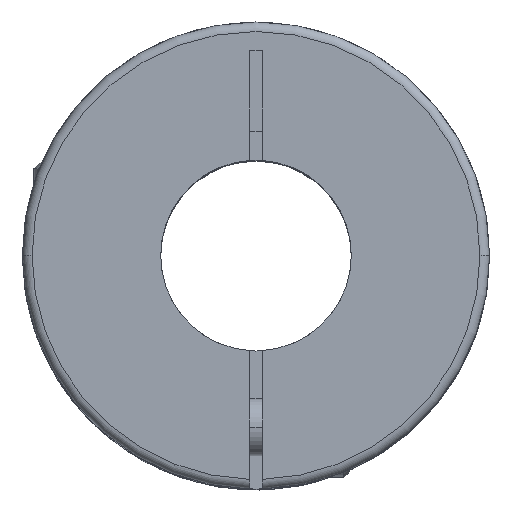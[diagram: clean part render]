
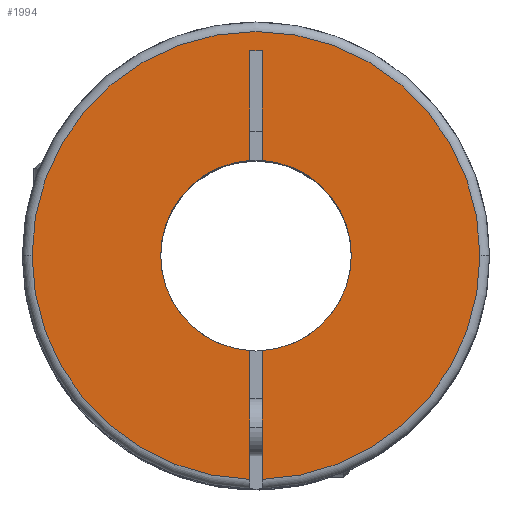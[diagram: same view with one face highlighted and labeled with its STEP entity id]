
A CAD part, top view. The second image highlights one B-rep face of the part: STEP entity #1994.
In plain terms, the highlighted planar face has unit normal (0, 0, 1).
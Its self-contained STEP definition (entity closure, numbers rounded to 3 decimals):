
#121 = ORIENTED_EDGE ( 'NONE', *, *, #2941, .F. ) ;
#212 = ORIENTED_EDGE ( 'NONE', *, *, #972, .F. ) ;
#228 = CARTESIAN_POINT ( 'NONE',  ( 0., 0., 0. ) ) ;
#379 = CARTESIAN_POINT ( 'NONE',  ( 0.65, 21.5, 0. ) ) ;
#454 = CARTESIAN_POINT ( 'NONE',  ( -0.65, 9.979, 0. ) ) ;
#457 = DIRECTION ( 'NONE',  ( 0., 0., -1. ) ) ;
#486 = DIRECTION ( 'NONE',  ( 0., 1., 0. ) ) ;
#500 = VERTEX_POINT ( 'NONE', #3876 ) ;
#518 = EDGE_CURVE ( 'NONE', #3138, #1236, #2091, .T. ) ;
#534 = DIRECTION ( 'NONE',  ( 0., 0., -1. ) ) ;
#616 = ORIENTED_EDGE ( 'NONE', *, *, #890, .F. ) ;
#700 = CIRCLE ( 'NONE', #3225, 10. ) ;
#742 = AXIS2_PLACEMENT_3D ( 'NONE', #4469, #3090, #3441 ) ;
#890 = EDGE_CURVE ( 'NONE', #3844, #500, #3329, .T. ) ;
#914 = VECTOR ( 'NONE', #1356, 1000. ) ;
#926 = CARTESIAN_POINT ( 'NONE',  ( -0.65, 21.5, 0. ) ) ;
#932 = ORIENTED_EDGE ( 'NONE', *, *, #1172, .F. ) ;
#954 = CARTESIAN_POINT ( 'NONE',  ( 0.65, -24.5, 0. ) ) ;
#972 = EDGE_CURVE ( 'NONE', #4192, #4505, #4018, .T. ) ;
#1062 = DIRECTION ( 'NONE',  ( 0., -1., 0. ) ) ;
#1071 = CARTESIAN_POINT ( 'NONE',  ( 0.65, -9.979, 0. ) ) ;
#1096 = CARTESIAN_POINT ( 'NONE',  ( -0.65, -23.491, 0. ) ) ;
#1166 = CARTESIAN_POINT ( 'NONE',  ( -10., 0., 0. ) ) ;
#1172 = EDGE_CURVE ( 'NONE', #1236, #4192, #4610, .T. ) ;
#1236 = VERTEX_POINT ( 'NONE', #1096 ) ;
#1237 = DIRECTION ( 'NONE',  ( -1., 0., 0. ) ) ;
#1356 = DIRECTION ( 'NONE',  ( 0., 1., 0. ) ) ;
#1403 = DIRECTION ( 'NONE',  ( -1., 0., 0. ) ) ;
#1546 = DIRECTION ( 'NONE',  ( 0., 0., -1. ) ) ;
#1616 = DIRECTION ( 'NONE',  ( 0., 0., -1. ) ) ;
#1671 = VERTEX_POINT ( 'NONE', #1846 ) ;
#1712 = CIRCLE ( 'NONE', #2150, 10. ) ;
#1720 = CARTESIAN_POINT ( 'NONE',  ( 0.65, 9.979, 0. ) ) ;
#1786 = CARTESIAN_POINT ( 'NONE',  ( -0.65, 21.5, 0. ) ) ;
#1846 = CARTESIAN_POINT ( 'NONE',  ( 0.65, -23.491, 0. ) ) ;
#1961 = ORIENTED_EDGE ( 'NONE', *, *, #518, .F. ) ;
#1994 = ADVANCED_FACE ( 'NONE', ( #2053 ), #2009, .F. ) ;
#2009 = PLANE ( 'NONE',  #742 ) ;
#2053 = FACE_OUTER_BOUND ( 'NONE', #4066, .T. ) ;
#2056 = EDGE_CURVE ( 'NONE', #2133, #3910, #1712, .T. ) ;
#2091 = LINE ( 'NONE', #926, #4596 ) ;
#2133 = VERTEX_POINT ( 'NONE', #1720 ) ;
#2150 = AXIS2_PLACEMENT_3D ( 'NONE', #228, #1616, #2762 ) ;
#2179 = CIRCLE ( 'NONE', #3836, 23.5 ) ;
#2269 = DIRECTION ( 'NONE',  ( -1., 0., 0. ) ) ;
#2334 = EDGE_CURVE ( 'NONE', #500, #3576, #4584, .T. ) ;
#2373 = EDGE_CURVE ( 'NONE', #3138, #3538, #3143, .T. ) ;
#2379 = AXIS2_PLACEMENT_3D ( 'NONE', #3514, #4595, #1403 ) ;
#2476 = ORIENTED_EDGE ( 'NONE', *, *, #2373, .T. ) ;
#2574 = CARTESIAN_POINT ( 'NONE',  ( 0., 0., 0. ) ) ;
#2672 = DIRECTION ( 'NONE',  ( -1., 0., 0. ) ) ;
#2715 = CARTESIAN_POINT ( 'NONE',  ( -0.65, -9.979, 0. ) ) ;
#2723 = DIRECTION ( 'NONE',  ( 0., -1., 0. ) ) ;
#2740 = VECTOR ( 'NONE', #2672, 1000. ) ;
#2750 = ORIENTED_EDGE ( 'NONE', *, *, #3344, .T. ) ;
#2762 = DIRECTION ( 'NONE',  ( -1., 0., 0. ) ) ;
#2806 = VECTOR ( 'NONE', #486, 1000. ) ;
#2903 = LINE ( 'NONE', #4376, #2806 ) ;
#2915 = VECTOR ( 'NONE', #1062, 1000. ) ;
#2941 = EDGE_CURVE ( 'NONE', #1671, #3910, #2903, .T. ) ;
#3005 = CARTESIAN_POINT ( 'NONE',  ( 0.65, 21.5, 0. ) ) ;
#3047 = CARTESIAN_POINT ( 'NONE',  ( 0., 0., 0. ) ) ;
#3087 = LINE ( 'NONE', #954, #914 ) ;
#3090 = DIRECTION ( 'NONE',  ( 0., 0., -1. ) ) ;
#3110 = CARTESIAN_POINT ( 'NONE',  ( 0., 0., 0. ) ) ;
#3117 = EDGE_CURVE ( 'NONE', #4505, #1671, #2179, .T. ) ;
#3138 = VERTEX_POINT ( 'NONE', #2715 ) ;
#3143 = CIRCLE ( 'NONE', #3743, 10. ) ;
#3225 = AXIS2_PLACEMENT_3D ( 'NONE', #3110, #3556, #3912 ) ;
#3329 = LINE ( 'NONE', #3005, #2740 ) ;
#3344 = EDGE_CURVE ( 'NONE', #3538, #3576, #700, .T. ) ;
#3367 = ORIENTED_EDGE ( 'NONE', *, *, #3117, .F. ) ;
#3441 = DIRECTION ( 'NONE',  ( 0., -1., 0. ) ) ;
#3496 = CARTESIAN_POINT ( 'NONE',  ( 23.5, 0., 0. ) ) ;
#3514 = CARTESIAN_POINT ( 'NONE',  ( 0., 0., 0. ) ) ;
#3538 = VERTEX_POINT ( 'NONE', #1166 ) ;
#3556 = DIRECTION ( 'NONE',  ( 0., 0., -1. ) ) ;
#3576 = VERTEX_POINT ( 'NONE', #454 ) ;
#3616 = ORIENTED_EDGE ( 'NONE', *, *, #2334, .F. ) ;
#3695 = EDGE_CURVE ( 'NONE', #2133, #3844, #3087, .T. ) ;
#3743 = AXIS2_PLACEMENT_3D ( 'NONE', #4035, #1546, #3990 ) ;
#3836 = AXIS2_PLACEMENT_3D ( 'NONE', #3047, #534, #2269 ) ;
#3844 = VERTEX_POINT ( 'NONE', #379 ) ;
#3861 = ORIENTED_EDGE ( 'NONE', *, *, #2056, .T. ) ;
#3876 = CARTESIAN_POINT ( 'NONE',  ( -0.65, 21.5, 0. ) ) ;
#3910 = VERTEX_POINT ( 'NONE', #1071 ) ;
#3912 = DIRECTION ( 'NONE',  ( -1., 0., 0. ) ) ;
#3990 = DIRECTION ( 'NONE',  ( -1., 0., 0. ) ) ;
#4018 = CIRCLE ( 'NONE', #4532, 23.5 ) ;
#4035 = CARTESIAN_POINT ( 'NONE',  ( 0., 0., 0. ) ) ;
#4066 = EDGE_LOOP ( 'NONE', ( #932, #1961, #2476, #2750, #3616, #616, #4328, #3861, #121, #3367, #212 ) ) ;
#4192 = VERTEX_POINT ( 'NONE', #4360 ) ;
#4328 = ORIENTED_EDGE ( 'NONE', *, *, #3695, .F. ) ;
#4360 = CARTESIAN_POINT ( 'NONE',  ( -23.5, 0., 0. ) ) ;
#4376 = CARTESIAN_POINT ( 'NONE',  ( 0.65, -24.5, 0. ) ) ;
#4469 = CARTESIAN_POINT ( 'NONE',  ( 0., 0., 0. ) ) ;
#4505 = VERTEX_POINT ( 'NONE', #3496 ) ;
#4532 = AXIS2_PLACEMENT_3D ( 'NONE', #2574, #457, #1237 ) ;
#4584 = LINE ( 'NONE', #1786, #2915 ) ;
#4595 = DIRECTION ( 'NONE',  ( 0., 0., -1. ) ) ;
#4596 = VECTOR ( 'NONE', #2723, 1000. ) ;
#4610 = CIRCLE ( 'NONE', #2379, 23.5 ) ;
